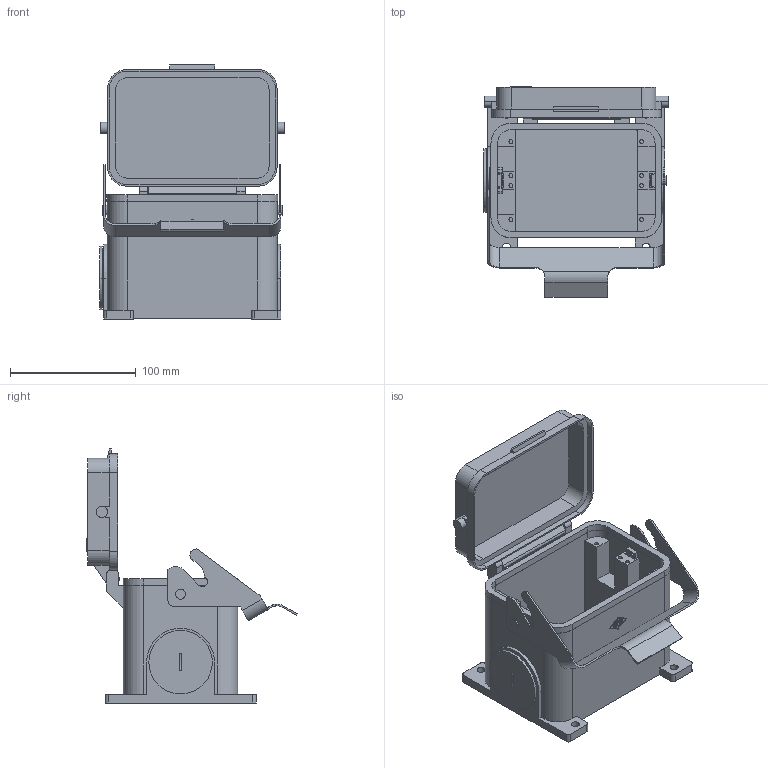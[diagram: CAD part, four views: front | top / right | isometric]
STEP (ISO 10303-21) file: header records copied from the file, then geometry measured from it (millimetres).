
FILE_DESCRIPTION(('Creo Elements/Direct Modeling STEP Export'),'2;1');
FILE_NAME('0ln7uvk43jnd6aa2240','2016-07-07T14:52:50',(''),(''),'PTC Creo Elements/Direct Modeling STEP processor for AP214 (Solid Model)','PTC Creo Elements/Direct Modeling 19.0B 21-Mar-2015 (C) Parametric Technology GmbH','');
FILE_SCHEMA(('AUTOMOTIVE_DESIGN { 1 0 10303 214 1 1 1 1 }'));
Length unit declared in the file: millimetre
Products named in the file (2): JCHP_48_LP29
Assembly tree (1 placements, depth 2):
  JCHP_48_LP29
    JCHP_48_LP29
Bounding box: 146.5 x 167.2 x 202.01 mm (x, y, z)
Volume: 457830.2 mm3; surface area: 184236.5 mm2
Topology: 1 solids, 1 shells, 443 faces, 1215 edges, 812 vertices
Faces by surface type: plane 262, cylinder 173, torus 6, bspline 2
Entity records: 14362 total; most frequent: CARTESIAN_POINT 2615, ORIENTED_EDGE 2430, DIRECTION 2292, EDGE_CURVE 1215, VERTEX_POINT 812, VECTOR 810, LINE 810, AXIS2_PLACEMENT_3D 741
